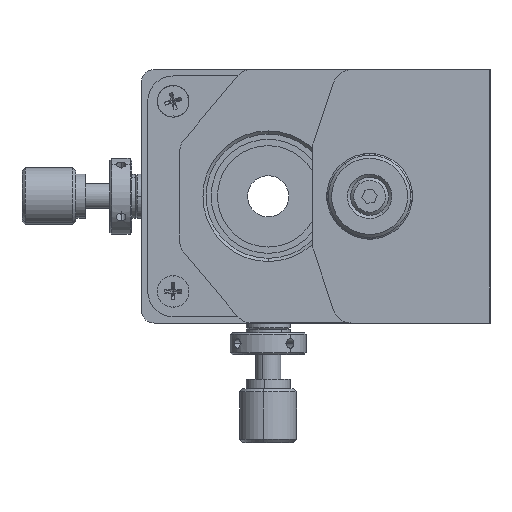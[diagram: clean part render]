
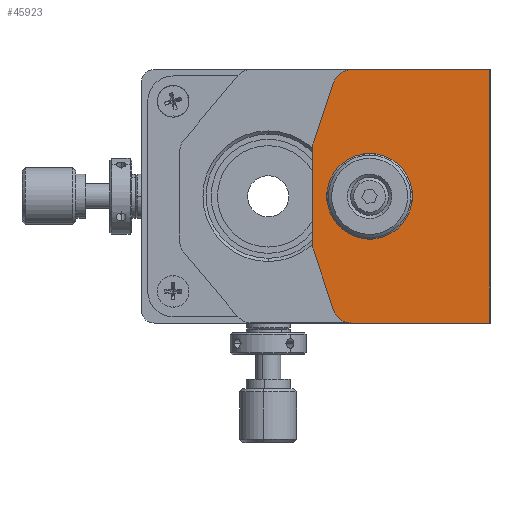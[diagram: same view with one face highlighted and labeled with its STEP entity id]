
A CAD part, left-side view. The second image highlights one B-rep face of the part: STEP entity #45923.
In plain terms, the highlighted planar face has unit normal (-1, 0, 0).
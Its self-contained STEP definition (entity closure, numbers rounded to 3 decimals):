
#33 = DIRECTION ( 'NONE',  ( -1., 0., 0. ) ) ;
#118 = ORIENTED_EDGE ( 'NONE', *, *, #25092, .F. ) ;
#460 = CARTESIAN_POINT ( 'NONE',  ( -33.209, 14.745, 61.538 ) ) ;
#582 = CARTESIAN_POINT ( 'NONE',  ( -33.209, 5.899, 75.6 ) ) ;
#602 = DIRECTION ( 'NONE',  ( -1., 0., 0. ) ) ;
#1034 = VERTEX_POINT ( 'NONE', #16522 ) ;
#1203 = CARTESIAN_POINT ( 'NONE',  ( -33.209, 14.899, 62.487 ) ) ;
#2743 = LINE ( 'NONE', #16724, #18031 ) ;
#3091 = VERTEX_POINT ( 'NONE', #5659 ) ;
#3336 = DIRECTION ( 'NONE',  ( 0., 0.316, 0.949 ) ) ;
#3389 = CIRCLE ( 'NONE', #44260, 3. ) ;
#3456 = CARTESIAN_POINT ( 'NONE',  ( -33.209, -13.101, 50. ) ) ;
#3767 = CARTESIAN_POINT ( 'NONE',  ( -33.209, 14.899, 77.513 ) ) ;
#4666 = DIRECTION ( 'NONE',  ( 0., -1., 0. ) ) ;
#5444 = VERTEX_POINT ( 'NONE', #582 ) ;
#5659 = CARTESIAN_POINT ( 'NONE',  ( -33.209, 11.583, 52.051 ) ) ;
#5706 = LINE ( 'NONE', #52599, #54554 ) ;
#5847 = CARTESIAN_POINT ( 'NONE',  ( -33.209, 11.583, 87.949 ) ) ;
#8715 = ORIENTED_EDGE ( 'NONE', *, *, #10575, .T. ) ;
#8749 = CARTESIAN_POINT ( 'NONE',  ( -33.209, 14.745, 78.462 ) ) ;
#8802 = CARTESIAN_POINT ( 'NONE',  ( -33.209, 5.899, 64.4 ) ) ;
#9085 = AXIS2_PLACEMENT_3D ( 'NONE', #29038, #24431, #19892 ) ;
#10289 = AXIS2_PLACEMENT_3D ( 'NONE', #33872, #52467, #43321 ) ;
#10575 = EDGE_CURVE ( 'NONE', #41464, #54544, #5706, .T. ) ;
#11181 = DIRECTION ( 'NONE',  ( 0., 0., 1. ) ) ;
#14039 = EDGE_CURVE ( 'NONE', #1034, #54544, #36630, .T. ) ;
#14172 = AXIS2_PLACEMENT_3D ( 'NONE', #29245, #24350, #28943 ) ;
#14559 = ORIENTED_EDGE ( 'NONE', *, *, #15265, .T. ) ;
#14723 = EDGE_CURVE ( 'NONE', #47626, #50548, #3389, .T. ) ;
#14909 = CARTESIAN_POINT ( 'NONE',  ( -33.209, 11.899, 77.513 ) ) ;
#15265 = EDGE_CURVE ( 'NONE', #45880, #41464, #55983, .T. ) ;
#16375 = FACE_OUTER_BOUND ( 'NONE', #39512, .T. ) ;
#16522 = CARTESIAN_POINT ( 'NONE',  ( -33.209, 8.737, 90. ) ) ;
#16724 = CARTESIAN_POINT ( 'NONE',  ( -33.209, 14.899, 62. ) ) ;
#17636 = VERTEX_POINT ( 'NONE', #5847 ) ;
#18031 = VECTOR ( 'NONE', #3336, 1000. ) ;
#18462 = ORIENTED_EDGE ( 'NONE', *, *, #36449, .F. ) ;
#19892 = DIRECTION ( 'NONE',  ( 0., 0., -1. ) ) ;
#21679 = EDGE_CURVE ( 'NONE', #30312, #48203, #25600, .T. ) ;
#23085 = ORIENTED_EDGE ( 'NONE', *, *, #21679, .T. ) ;
#23231 = ORIENTED_EDGE ( 'NONE', *, *, #44340, .F. ) ;
#23645 = DIRECTION ( 'NONE',  ( 0., -1., 0. ) ) ;
#24350 = DIRECTION ( 'NONE',  ( -1., 0., 0. ) ) ;
#24431 = DIRECTION ( 'NONE',  ( -1., 0., 0. ) ) ;
#24924 = ORIENTED_EDGE ( 'NONE', *, *, #45481, .F. ) ;
#25092 = EDGE_CURVE ( 'NONE', #45672, #5444, #49149, .T. ) ;
#25600 = CIRCLE ( 'NONE', #9085, 3. ) ;
#26665 = CARTESIAN_POINT ( 'NONE',  ( -33.209, 8.737, 50. ) ) ;
#26773 = CIRCLE ( 'NONE', #14172, 3. ) ;
#27314 = EDGE_LOOP ( 'NONE', ( #18462, #118 ) ) ;
#27609 = EDGE_CURVE ( 'NONE', #47626, #17636, #52368, .T. ) ;
#28486 = ORIENTED_EDGE ( 'NONE', *, *, #14039, .F. ) ;
#28943 = DIRECTION ( 'NONE',  ( 0., 0., -1. ) ) ;
#29038 = CARTESIAN_POINT ( 'NONE',  ( -33.209, 11.899, 62.487 ) ) ;
#29245 = CARTESIAN_POINT ( 'NONE',  ( -33.209, 8.737, 53. ) ) ;
#29533 = ORIENTED_EDGE ( 'NONE', *, *, #27609, .F. ) ;
#30312 = VERTEX_POINT ( 'NONE', #1203 ) ;
#30561 = AXIS2_PLACEMENT_3D ( 'NONE', #55717, #602, #50544 ) ;
#30649 = DIRECTION ( 'NONE',  ( 1., 0., 0. ) ) ;
#31123 = CARTESIAN_POINT ( 'NONE',  ( -33.209, -5.101, 90. ) ) ;
#32649 = AXIS2_PLACEMENT_3D ( 'NONE', #36143, #30649, #50160 ) ;
#33162 = CARTESIAN_POINT ( 'NONE',  ( -33.209, 14.899, 78. ) ) ;
#33412 = ORIENTED_EDGE ( 'NONE', *, *, #36039, .T. ) ;
#33787 = DIRECTION ( 'NONE',  ( 0., 0., -1. ) ) ;
#33872 = CARTESIAN_POINT ( 'NONE',  ( -33.209, 5.899, 70. ) ) ;
#36039 = EDGE_CURVE ( 'NONE', #3091, #45880, #26773, .T. ) ;
#36143 = CARTESIAN_POINT ( 'NONE',  ( -33.209, -5.101, 50. ) ) ;
#36449 = EDGE_CURVE ( 'NONE', #5444, #45672, #59768, .T. ) ;
#36630 = LINE ( 'NONE', #31123, #52965 ) ;
#37876 = ORIENTED_EDGE ( 'NONE', *, *, #14723, .T. ) ;
#39512 = EDGE_LOOP ( 'NONE', ( #24924, #33412, #14559, #8715, #28486, #56893, #29533, #37876, #23231, #23085 ) ) ;
#40037 = CARTESIAN_POINT ( 'NONE',  ( -33.209, 8.737, 87. ) ) ;
#41464 = VERTEX_POINT ( 'NONE', #3456 ) ;
#41681 = CARTESIAN_POINT ( 'NONE',  ( -33.209, -5.101, 50. ) ) ;
#43321 = DIRECTION ( 'NONE',  ( 0., 0., 1. ) ) ;
#43796 = LINE ( 'NONE', #52924, #51010 ) ;
#44260 = AXIS2_PLACEMENT_3D ( 'NONE', #14909, #33, #33787 ) ;
#44340 = EDGE_CURVE ( 'NONE', #30312, #50548, #43796, .T. ) ;
#45481 = EDGE_CURVE ( 'NONE', #3091, #48203, #2743, .T. ) ;
#45614 = FACE_BOUND ( 'NONE', #27314, .T. ) ;
#45672 = VERTEX_POINT ( 'NONE', #8802 ) ;
#45880 = VERTEX_POINT ( 'NONE', #26665 ) ;
#45923 = ADVANCED_FACE ( 'NONE', ( #45614, #16375 ), #58679, .F. ) ;
#46365 = CIRCLE ( 'NONE', #54124, 3. ) ;
#46514 = EDGE_CURVE ( 'NONE', #1034, #17636, #46365, .T. ) ;
#47626 = VERTEX_POINT ( 'NONE', #8749 ) ;
#48203 = VERTEX_POINT ( 'NONE', #460 ) ;
#49149 = CIRCLE ( 'NONE', #10289, 5.6 ) ;
#49772 = DIRECTION ( 'NONE',  ( 0., 0., -1. ) ) ;
#50160 = DIRECTION ( 'NONE',  ( 0., 0., -1. ) ) ;
#50544 = DIRECTION ( 'NONE',  ( 0., 0., 1. ) ) ;
#50548 = VERTEX_POINT ( 'NONE', #3767 ) ;
#51010 = VECTOR ( 'NONE', #11181, 1000. ) ;
#51761 = DIRECTION ( 'NONE',  ( 0., -0.316, 0.949 ) ) ;
#52368 = LINE ( 'NONE', #33162, #55257 ) ;
#52467 = DIRECTION ( 'NONE',  ( -1., 0., 0. ) ) ;
#52599 = CARTESIAN_POINT ( 'NONE',  ( -33.209, -13.101, 50. ) ) ;
#52894 = DIRECTION ( 'NONE',  ( 0., 0., 1. ) ) ;
#52924 = CARTESIAN_POINT ( 'NONE',  ( -33.209, 14.899, 50. ) ) ;
#52965 = VECTOR ( 'NONE', #4666, 1000. ) ;
#53057 = VECTOR ( 'NONE', #23645, 1000. ) ;
#54124 = AXIS2_PLACEMENT_3D ( 'NONE', #40037, #58600, #49772 ) ;
#54544 = VERTEX_POINT ( 'NONE', #55320 ) ;
#54554 = VECTOR ( 'NONE', #52894, 1000. ) ;
#55257 = VECTOR ( 'NONE', #51761, 1000. ) ;
#55320 = CARTESIAN_POINT ( 'NONE',  ( -33.209, -13.101, 90. ) ) ;
#55717 = CARTESIAN_POINT ( 'NONE',  ( -33.209, 5.899, 70. ) ) ;
#55983 = LINE ( 'NONE', #41681, #53057 ) ;
#56893 = ORIENTED_EDGE ( 'NONE', *, *, #46514, .T. ) ;
#58600 = DIRECTION ( 'NONE',  ( -1., 0., 0. ) ) ;
#58679 = PLANE ( 'NONE',  #32649 ) ;
#59768 = CIRCLE ( 'NONE', #30561, 5.6 ) ;
